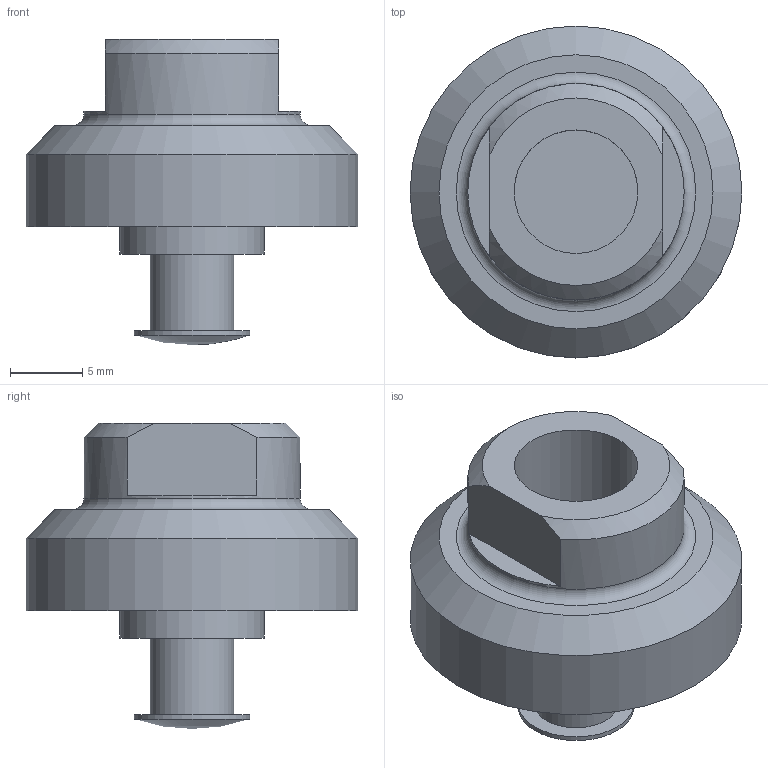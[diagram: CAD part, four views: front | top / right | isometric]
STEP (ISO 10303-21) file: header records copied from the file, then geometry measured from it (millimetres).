
FILE_DESCRIPTION( ( '' ), '1' );
FILE_NAME( '0109158.stp', '2003-11-18T15:27:06', ( 'Andreas Norlén' ), ( 'PIAB AB' ), 'XStep 1.0', 'Solid Edge V14', ' ' );
FILE_SCHEMA( ( 'CONFIG_CONTROL_DESIGN' ) );
Length unit declared in the file: millimetre
Products named in the file (1): 1
Bounding box: 23 x 23 x 21.2 mm (x, y, z)
Volume: 3651.9 mm3; surface area: 1889.4 mm2
Topology: 1 solids, 1 shells, 21 faces, 42 edges, 27 vertices
Faces by surface type: plane 10, cylinder 6, cone 3, torus 1, sphere 1
Full cylindrical faces by diameter (mm): 5.8 x1, 8 x1, 8.566 x1, 10 x1, 15 x1, 23 x1
Entity records: 537 total; most frequent: CARTESIAN_POINT 90, DIRECTION 90, ORIENTED_EDGE 62, AXIS2_PLACEMENT_3D 41, EDGE_LOOP 34, EDGE_CURVE 31, FACE_OUTER_BOUND 28, VERTEX_POINT 25
